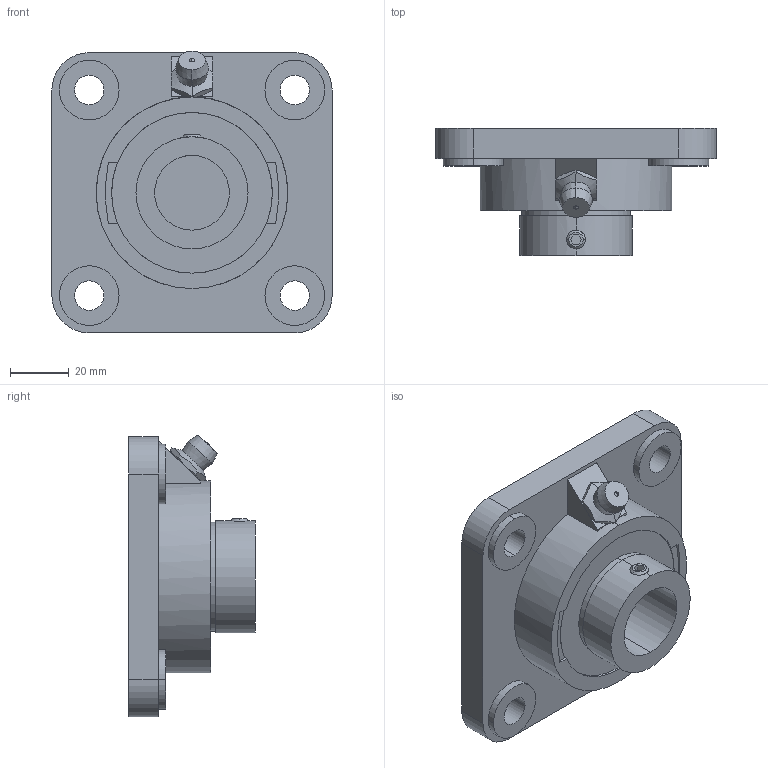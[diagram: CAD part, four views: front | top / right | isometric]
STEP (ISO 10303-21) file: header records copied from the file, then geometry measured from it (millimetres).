
FILE_DESCRIPTION(('starvars output'),'2;1');
FILE_NAME('cv20180415210737000026760.stp','21:07:38 2018/04/15',( 'Thomas Industrial Network Germany GmbH'),( 'Thomas Industrial Network Germany GmbH'),'unknown preprocess','ACIS' ,'unknown authorization');
FILE_SCHEMA(('AUTOMOTIVE_DESIGN_CC2 {UNKNOWN IMPLEMENTATION LEVEL}'));
Length unit declared in the file: millimetre
Products named in the file (1): PRODUCT_ID_1
Bounding box: 95.2 x 43.1 x 95.74 mm (x, y, z)
Volume: 114910.3 mm3; surface area: 33574.2 mm2
Topology: 1 solids, 1 shells, 116 faces, 296 edges, 191 vertices
Faces by surface type: plane 48, cylinder 46, cone 20, sphere 2
Entity records: 4094 total; most frequent: CARTESIAN_POINT 630, ORIENTED_EDGE 586, DIRECTION 421, EDGE_CURVE 293, VERTEX_POINT 190, AXIS2_PLACEMENT_3D 145, EDGE_LOOP 137, FACE_BOUND 137
